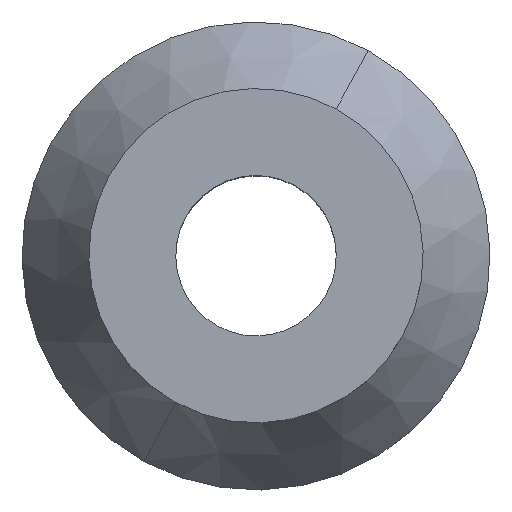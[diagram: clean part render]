
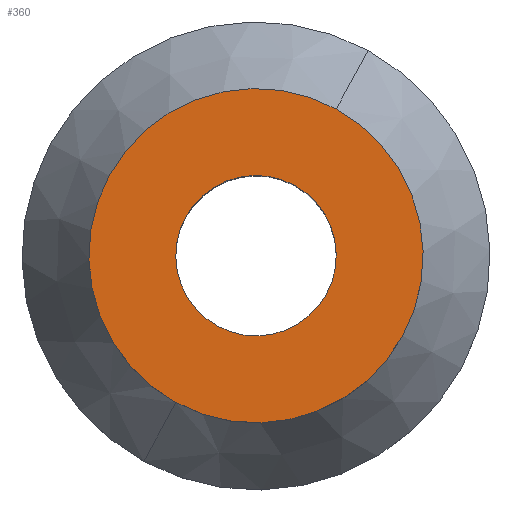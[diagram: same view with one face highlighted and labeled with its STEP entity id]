
A CAD part, top view. The second image highlights one B-rep face of the part: STEP entity #360.
In plain terms, the highlighted planar face has unit normal (0, 0, 1).
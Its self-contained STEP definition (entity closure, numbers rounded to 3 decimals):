
#242=CARTESIAN_POINT('Vertex',(5.993,10.97,24.5)) ;
#245=CARTESIAN_POINT('Axis2P3D Location',(0.,0.,24.5)) ;
#249=CARTESIAN_POINT('Vertex',(-5.993,-10.97,24.5)) ;
#264=CARTESIAN_POINT('Axis2P3D Location',(0.,0.,24.5)) ;
#281=CARTESIAN_POINT('Axis2P3D Location',(0.,0.,24.5)) ;
#285=CARTESIAN_POINT('Vertex',(2.877,5.265,24.5)) ;
#287=CARTESIAN_POINT('Vertex',(-2.877,-5.265,24.5)) ;
#316=CARTESIAN_POINT('Axis2P3D Location',(0.,0.,24.5)) ;
#347=CARTESIAN_POINT('Axis2P3D Location',(0.,6.,24.5)) ;
#246=DIRECTION('Axis2P3D Direction',(0.,0.,-1.)) ;
#265=DIRECTION('Axis2P3D Direction',(0.,0.,-1.)) ;
#282=DIRECTION('Axis2P3D Direction',(0.,0.,-1.)) ;
#317=DIRECTION('Axis2P3D Direction',(0.,0.,-1.)) ;
#348=DIRECTION('Axis2P3D Direction',(0.,0.,-1.)) ;
#349=DIRECTION('Axis2P3D XDirection',(1.,0.,0.)) ;
#247=AXIS2_PLACEMENT_3D('Circle Axis2P3D',#245,#246,$) ;
#266=AXIS2_PLACEMENT_3D('Circle Axis2P3D',#264,#265,$) ;
#283=AXIS2_PLACEMENT_3D('Circle Axis2P3D',#281,#282,$) ;
#318=AXIS2_PLACEMENT_3D('Circle Axis2P3D',#316,#317,$) ;
#350=AXIS2_PLACEMENT_3D('Plane Axis2P3D',#347,#348,#349) ;
#353=ORIENTED_EDGE('',*,*,#251,.F.) ;
#354=ORIENTED_EDGE('',*,*,#268,.F.) ;
#357=ORIENTED_EDGE('',*,*,#320,.T.) ;
#358=ORIENTED_EDGE('',*,*,#289,.T.) ;
#359=FACE_BOUND('',#356,.T.) ;
#360=ADVANCED_FACE('Corps principal',(#355,#359),#351,.F.) ;
#248=CIRCLE('generated circle',#247,12.5) ;
#267=CIRCLE('generated circle',#266,12.5) ;
#284=CIRCLE('generated circle',#283,6.) ;
#319=CIRCLE('generated circle',#318,6.) ;
#251=EDGE_CURVE('',#243,#250,#248,.T.) ;
#268=EDGE_CURVE('',#250,#243,#267,.T.) ;
#289=EDGE_CURVE('',#286,#288,#284,.T.) ;
#320=EDGE_CURVE('',#288,#286,#319,.T.) ;
#352=EDGE_LOOP('',(#353,#354)) ;
#356=EDGE_LOOP('',(#357,#358)) ;
#355=FACE_OUTER_BOUND('',#352,.T.) ;
#351=PLANE('Plane',#350) ;
#243=VERTEX_POINT('',#242) ;
#250=VERTEX_POINT('',#249) ;
#286=VERTEX_POINT('',#285) ;
#288=VERTEX_POINT('',#287) ;
